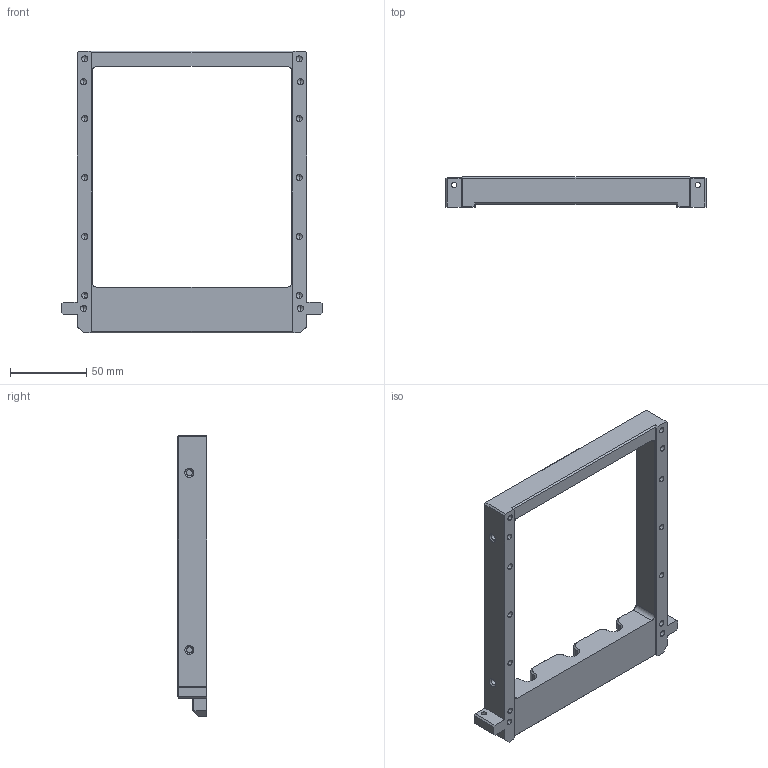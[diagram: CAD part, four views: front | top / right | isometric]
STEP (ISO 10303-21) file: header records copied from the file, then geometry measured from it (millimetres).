
FILE_DESCRIPTION (( 'STEP AP214' ), '1' );
FILE_NAME ('Fiber_Suport_v2_top.STEP', '2026-01-12T12:43:13', ( '' ), ( '' ), 'SwSTEP 2.0', 'SolidWorks 2026', '' );
FILE_SCHEMA (( 'AUTOMOTIVE_DESIGN' ));
Length unit declared in the file: millimetre
Products named in the file (1): Fiber_Suport_v2_top
Bounding box: 171 x 19.5 x 185 mm (x, y, z)
Volume: 143784.2 mm3; surface area: 43052.7 mm2
Topology: 1 solids, 1 shells, 175 faces, 427 edges, 244 vertices
Faces by surface type: plane 67, cylinder 59, cone 49
Entity records: 4911 total; most frequent: DIRECTION 890, CARTESIAN_POINT 819, ORIENTED_EDGE 798, EDGE_CURVE 399, AXIS2_PLACEMENT_3D 315, VECTOR 260, LINE 260, VERTEX_POINT 244
